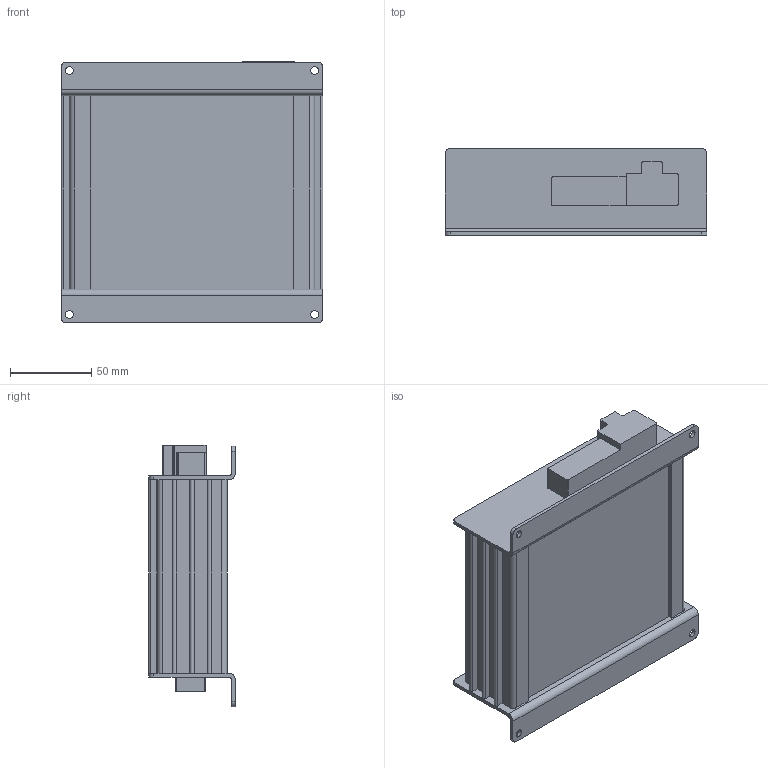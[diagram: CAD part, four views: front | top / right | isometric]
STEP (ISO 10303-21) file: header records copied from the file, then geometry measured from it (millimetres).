
FILE_DESCRIPTION (( 'STEP AP203' ), '1' );
FILE_NAME ('CS2_Solid_Profile.STEP', '2011-03-17T06:32:19', ( 'Choe' ), ( 'Choe' ), 'SwSTEP 2.0', 'SolidWorks 2009', '' );
FILE_SCHEMA (( 'CONFIG_CONTROL_DESIGN' ));
Length unit declared in the file: inch
Products named in the file (1): CS2_Solid_Profile
Bounding box: 161.21 x 53.34 x 161.06 mm (x, y, z)
Volume: 860464.1 mm3; surface area: 100826.4 mm2
Topology: 1 solids, 1 shells, 158 faces, 430 edges, 276 vertices
Faces by surface type: plane 104, cylinder 54
Entity records: 5061 total; most frequent: DIRECTION 876, CARTESIAN_POINT 865, ORIENTED_EDGE 860, EDGE_CURVE 430, VECTOR 302, LINE 302, AXIS2_PLACEMENT_3D 287, VERTEX_POINT 276
